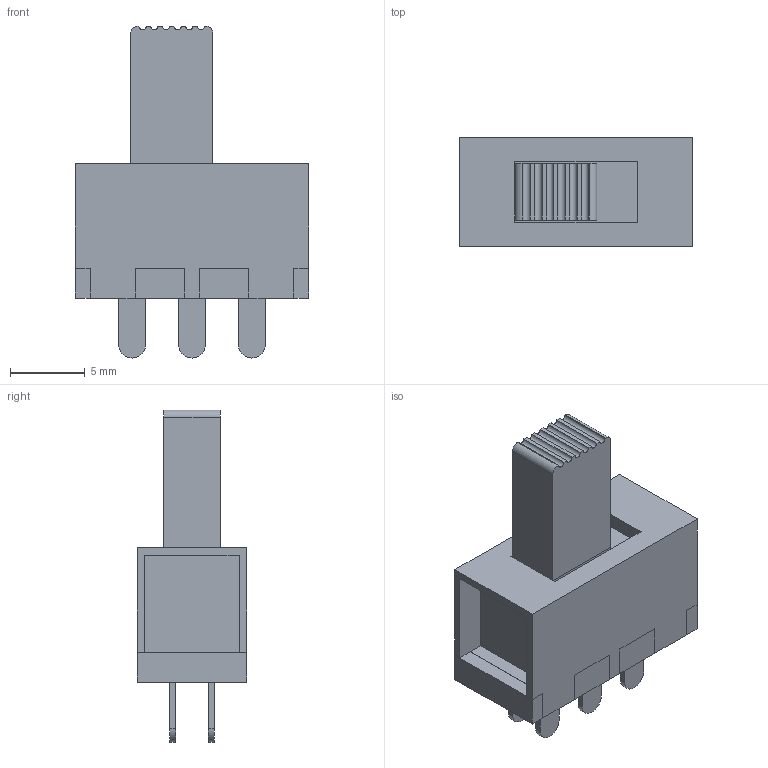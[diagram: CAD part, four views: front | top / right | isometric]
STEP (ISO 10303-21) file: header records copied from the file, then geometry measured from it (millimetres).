
FILE_DESCRIPTION(/* description */ (''),/* implementation_level */ '2;1');
FILE_NAME(/* name */ 'Slide_Switch_SS22F25-G7_.step',/* time_stamp */ '2024-09-21T16:28:15+06:00',/* author */ (''),/* organization */ (''),/* preprocessor_version */ 'ST-DEVELOPER v20',/* originating_system */ 'Autodesk Translation Framework v13.14.0.145',/* authorisation */ '');
FILE_SCHEMA (('AUTOMOTIVE_DESIGN { 1 0 10303 214 3 1 1 }'));
Length unit declared in the file: millimetre
Products named in the file (1): (Unsaved)
Bounding box: 15.6 x 7.3 x 22.2 mm (x, y, z)
Volume: 1052.8 mm3; surface area: 1378.4 mm2
Topology: 12 solids, 12 shells, 119 faces, 278 edges, 184 vertices
Faces by surface type: plane 105, cylinder 14
Entity records: 3398 total; most frequent: CARTESIAN_POINT 582, ORIENTED_EDGE 556, DIRECTION 546, EDGE_CURVE 278, LINE 250, VECTOR 250, VERTEX_POINT 184, AXIS2_PLACEMENT_3D 148
